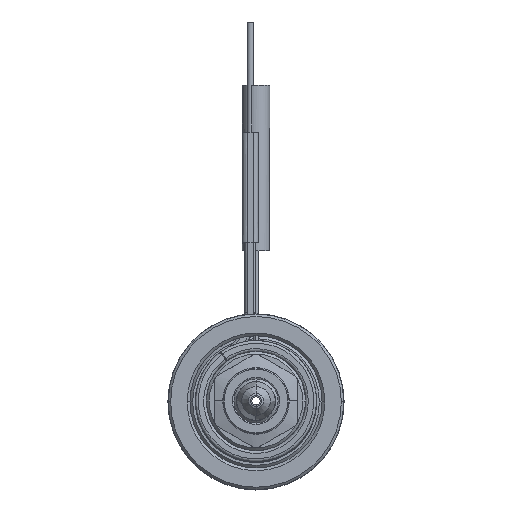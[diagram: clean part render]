
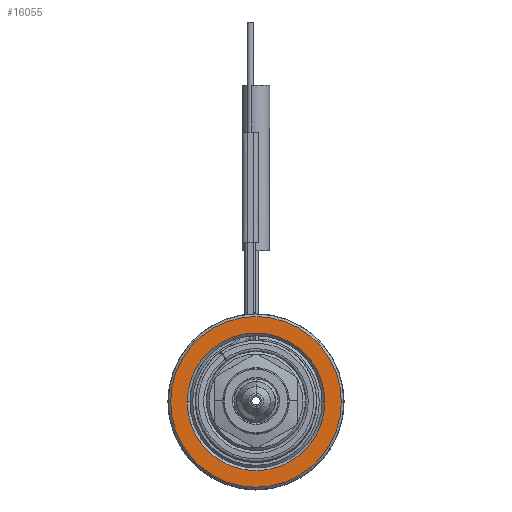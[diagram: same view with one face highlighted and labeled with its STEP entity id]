
A CAD part, top view. The second image highlights one B-rep face of the part: STEP entity #16055.
In plain terms, the highlighted planar face has unit normal (0, 0, 1).
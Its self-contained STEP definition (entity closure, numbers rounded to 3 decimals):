
#5617=CARTESIAN_POINT('',(0.,0.,25.));
#5618=DIRECTION('',(0.,0.,-1.));
#5619=DIRECTION('',(-1.,0.,0.));
#5620=AXIS2_PLACEMENT_3D('',#5617,#5618,#5619);
#5631=CARTESIAN_POINT('',(0.,0.,
25.));
#5632=DIRECTION('',(0.,0.,-1.));
#5633=DIRECTION('',(1.,0.,0.));
#5634=AXIS2_PLACEMENT_3D('',#5631,#5632,#5633);
#5645=CARTESIAN_POINT('',(0.,0.,25.));
#5646=DIRECTION('',(0.,0.,-1.));
#5647=DIRECTION('',(1.,0.,0.));
#5648=AXIS2_PLACEMENT_3D('',#5645,#5646,#5647);
#5659=CARTESIAN_POINT('',(0.,0.,25.));
#5660=DIRECTION('',(0.,0.,-1.));
#5661=DIRECTION('',(-1.,0.,0.));
#5662=AXIS2_PLACEMENT_3D('',#5659,#5660,#5661);
#7061=CARTESIAN_POINT('',(15.5,0.,25.));
#7062=CARTESIAN_POINT('',(-15.5,0.,25.));
#7063=VERTEX_POINT('',#7061);
#7064=VERTEX_POINT('',#7062);
#7065=CARTESIAN_POINT('',(12.5,0.,25.));
#7066=CARTESIAN_POINT('',(-12.5,0.,25.));
#7067=VERTEX_POINT('',#7065);
#7068=VERTEX_POINT('',#7066);
#16040=CARTESIAN_POINT('',(0.,0.,25.));
#16041=DIRECTION('',(0.,0.,1.));
#16042=DIRECTION('',(-1.,0.,0.));
#16043=AXIS2_PLACEMENT_3D('',#16040,#16041,#16042);
#16044=PLANE('',#16043);
#16045=ORIENTED_EDGE('',*,*,#16022,.T.);
#16046=ORIENTED_EDGE('',*,*,#16007,.T.);
#16047=EDGE_LOOP('',(#16045,#16046));
#16048=FACE_OUTER_BOUND('',#16047,.F.);
#16050=ORIENTED_EDGE('',*,*,#16049,.F.);
#16052=ORIENTED_EDGE('',*,*,#16051,.F.);
#16053=EDGE_LOOP('',(#16050,#16052));
#16054=FACE_BOUND('',#16053,.F.);
#5621=CIRCLE('',#5620,15.5);
#5635=CIRCLE('',#5634,15.5);
#5649=CIRCLE('',#5648,12.5);
#5663=CIRCLE('',#5662,12.5);
#16007=EDGE_CURVE('',#7064,#7063,#5621,.T.);
#16022=EDGE_CURVE('',#7063,#7064,#5635,.T.);
#16049=EDGE_CURVE('',#7067,#7068,#5649,.T.);
#16051=EDGE_CURVE('',#7068,#7067,#5663,.T.);
#16055=ADVANCED_FACE('',(#16048,#16054),#16044,.T.);
